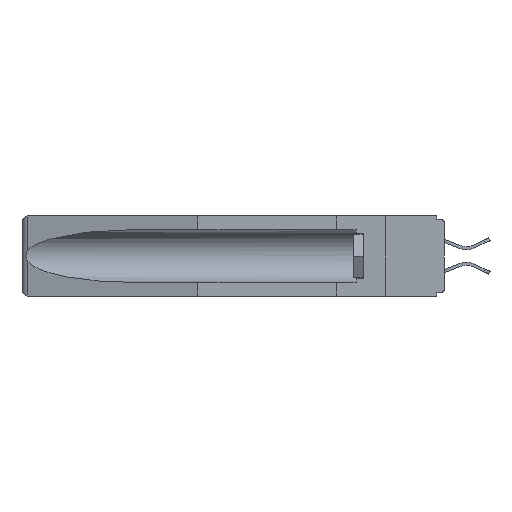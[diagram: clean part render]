
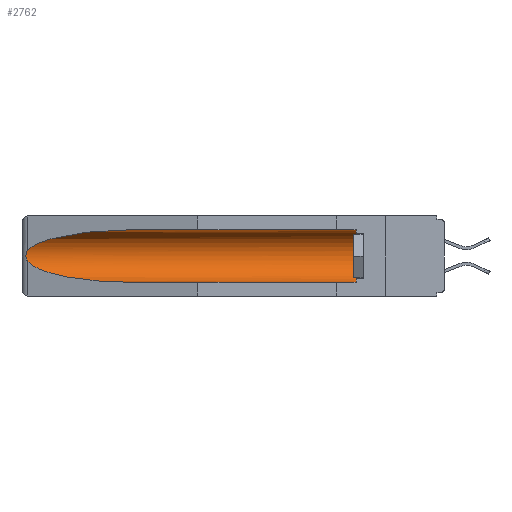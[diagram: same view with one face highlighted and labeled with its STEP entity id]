
A CAD part, left-side view. The second image highlights one B-rep face of the part: STEP entity #2762.
In plain terms, the highlighted cylindrical face has radius 2.857 mm (diameter 5.715 mm), a partial arc.
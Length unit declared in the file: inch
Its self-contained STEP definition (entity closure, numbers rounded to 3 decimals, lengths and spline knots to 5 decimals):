
#294 = DIRECTION ( 'NONE',  ( 0., 1., 0. ) ) ;
#495 = CARTESIAN_POINT ( 'NONE',  ( 0.26655, 1.53094, -0.18657 ) ) ;
#2062 = CARTESIAN_POINT ( 'NONE',  ( 0.26597, 1.5296, -0.19026 ) ) ;
#2261 = EDGE_CURVE ( 'NONE', #16778, #6538, #8879, .T. ) ;
#2608 = CARTESIAN_POINT ( 'NONE',  ( 0.26537, 1.52718, -0.19328 ) ) ;
#2762 = ADVANCED_FACE ( 'NONE', ( #10270 ), #7333, .F. ) ;
#2780 = VERTEX_POINT ( 'NONE', #7241 ) ;
#2935 = AXIS2_PLACEMENT_3D ( 'NONE', #16373, #3770, #7076 ) ;
#3281 = CARTESIAN_POINT ( 'NONE',  ( 0.26537, 1.52718, -0.14972 ) ) ;
#3770 = DIRECTION ( 'NONE',  ( 0., -1., 0. ) ) ;
#4404 = VECTOR ( 'NONE', #10415, 39.37008 ) ;
#4592 = VERTEX_POINT ( 'NONE', #10097 ) ;
#5115 = CARTESIAN_POINT ( 'NONE',  ( 0.2673, 1.5327, -0.16383 ) ) ;
#5327 = CARTESIAN_POINT ( 'NONE',  ( 0.155, 0.126, -0.284 ) ) ;
#5502 = CARTESIAN_POINT ( 'NONE',  ( 0.21114, 1.30732, -0.059 ) ) ;
#5804 = VERTEX_POINT ( 'NONE', #5327 ) ;
#5962 = EDGE_CURVE ( 'NONE', #4592, #2780, #12131, .T. ) ;
#6538 = VERTEX_POINT ( 'NONE', #3281 ) ;
#6700 = CARTESIAN_POINT ( 'NONE',  ( 0.2673, 1.53269, -0.17917 ) ) ;
#6841 = CARTESIAN_POINT ( 'NONE',  ( 0.26597, 1.52961, -0.15275 ) ) ;
#7076 = DIRECTION ( 'NONE',  ( 0., 0., 1. ) ) ;
#7121 = LINE ( 'NONE', #7399, #4404 ) ;
#7179 = CARTESIAN_POINT ( 'NONE',  ( 0.155, 0.126, -0.059 ) ) ;
#7241 = CARTESIAN_POINT ( 'NONE',  ( 0.155, 1.07973, -0.284 ) ) ;
#7333 = CYLINDRICAL_SURFACE ( 'NONE', #8524, 0.1125 ) ;
#7399 = CARTESIAN_POINT ( 'NONE',  ( 0.155, -0.30754, -0.284 ) ) ;
#7539 = CARTESIAN_POINT ( 'NONE',  ( 0.26537, 1.52718, -0.14972 ) ) ;
#8524 = AXIS2_PLACEMENT_3D ( 'NONE', #15938, #294, #12893 ) ;
#8842 = EDGE_CURVE ( 'NONE', #6538, #4592, #9508, .T. ) ;
#8879 =( BOUNDED_CURVE ( )  B_SPLINE_CURVE ( 3, ( #17843, #5502, #18107, #7539 ),
 .UNSPECIFIED., .F., .F. ) 
 B_SPLINE_CURVE_WITH_KNOTS ( ( 4, 4 ),
 ( 4.71239, 6.08839 ),
 .UNSPECIFIED. ) 
 CURVE ( )  GEOMETRIC_REPRESENTATION_ITEM ( )  RATIONAL_B_SPLINE_CURVE ( ( 1., 0.848, 0.848, 1. ) ) 
 REPRESENTATION_ITEM ( '' )  );
#9508 = B_SPLINE_CURVE_WITH_KNOTS ( 'NONE', 3,
 ( #14485, #6841, #16070, #5115, #16271, #16133, #6700, #495, #2062, #16198 ),
 .UNSPECIFIED., .F., .F.,
 ( 4, 2, 2, 2, 4 ),
 ( 0., 0.00029, 0.00058, 0.00087, 0.00117 ),
 .UNSPECIFIED. ) ;
#10097 = CARTESIAN_POINT ( 'NONE',  ( 0.26537, 1.52718, -0.19328 ) ) ;
#10270 = FACE_OUTER_BOUND ( 'NONE', #15528, .T. ) ;
#10354 = CARTESIAN_POINT ( 'NONE',  ( 0.155, 1.07973, -0.284 ) ) ;
#10415 = DIRECTION ( 'NONE',  ( 0., 1., 0. ) ) ;
#11575 = CARTESIAN_POINT ( 'NONE',  ( 0.155, -0.30754, -0.059 ) ) ;
#11576 = EDGE_CURVE ( 'NONE', #5804, #19308, #14700, .T. ) ;
#12131 =( BOUNDED_CURVE ( )  B_SPLINE_CURVE ( 3, ( #2608, #19772, #12188, #10354 ),
 .UNSPECIFIED., .F., .F. ) 
 B_SPLINE_CURVE_WITH_KNOTS ( ( 4, 4 ),
 ( 0.1948, 1.5708 ),
 .UNSPECIFIED. ) 
 CURVE ( )  GEOMETRIC_REPRESENTATION_ITEM ( )  RATIONAL_B_SPLINE_CURVE ( ( 1., 0.848, 0.848, 1. ) ) 
 REPRESENTATION_ITEM ( '' )  );
#12188 = CARTESIAN_POINT ( 'NONE',  ( 0.21114, 1.30732, -0.284 ) ) ;
#12327 = ORIENTED_EDGE ( 'NONE', *, *, #15557, .F. ) ;
#12843 = ORIENTED_EDGE ( 'NONE', *, *, #8842, .T. ) ;
#12893 = DIRECTION ( 'NONE',  ( 0., 0., 1. ) ) ;
#13066 = ORIENTED_EDGE ( 'NONE', *, *, #2261, .T. ) ;
#13660 = LINE ( 'NONE', #11575, #19787 ) ;
#14485 = CARTESIAN_POINT ( 'NONE',  ( 0.26537, 1.52718, -0.14972 ) ) ;
#14700 = CIRCLE ( 'NONE', #2935, 0.1125 ) ;
#15528 = EDGE_LOOP ( 'NONE', ( #13066, #12843, #19421, #12327, #18335, #16015 ) ) ;
#15557 = EDGE_CURVE ( 'NONE', #5804, #2780, #7121, .T. ) ;
#15938 = CARTESIAN_POINT ( 'NONE',  ( 0.155, -0.30754, -0.1715 ) ) ;
#16015 = ORIENTED_EDGE ( 'NONE', *, *, #19221, .T. ) ;
#16070 = CARTESIAN_POINT ( 'NONE',  ( 0.26654, 1.53092, -0.15636 ) ) ;
#16133 = CARTESIAN_POINT ( 'NONE',  ( 0.2675, 1.53308, -0.17534 ) ) ;
#16134 = DIRECTION ( 'NONE',  ( 0., 1., 0. ) ) ;
#16198 = CARTESIAN_POINT ( 'NONE',  ( 0.26537, 1.52718, -0.19328 ) ) ;
#16271 = CARTESIAN_POINT ( 'NONE',  ( 0.2675, 1.53308, -0.16763 ) ) ;
#16373 = CARTESIAN_POINT ( 'NONE',  ( 0.155, 0.126, -0.1715 ) ) ;
#16778 = VERTEX_POINT ( 'NONE', #17523 ) ;
#17523 = CARTESIAN_POINT ( 'NONE',  ( 0.155, 1.07973, -0.059 ) ) ;
#17843 = CARTESIAN_POINT ( 'NONE',  ( 0.155, 1.07973, -0.059 ) ) ;
#18107 = CARTESIAN_POINT ( 'NONE',  ( 0.25451, 1.48313, -0.09465 ) ) ;
#18335 = ORIENTED_EDGE ( 'NONE', *, *, #11576, .T. ) ;
#19221 = EDGE_CURVE ( 'NONE', #19308, #16778, #13660, .T. ) ;
#19308 = VERTEX_POINT ( 'NONE', #7179 ) ;
#19421 = ORIENTED_EDGE ( 'NONE', *, *, #5962, .T. ) ;
#19772 = CARTESIAN_POINT ( 'NONE',  ( 0.25451, 1.48313, -0.24835 ) ) ;
#19787 = VECTOR ( 'NONE', #16134, 39.37008 ) ;
